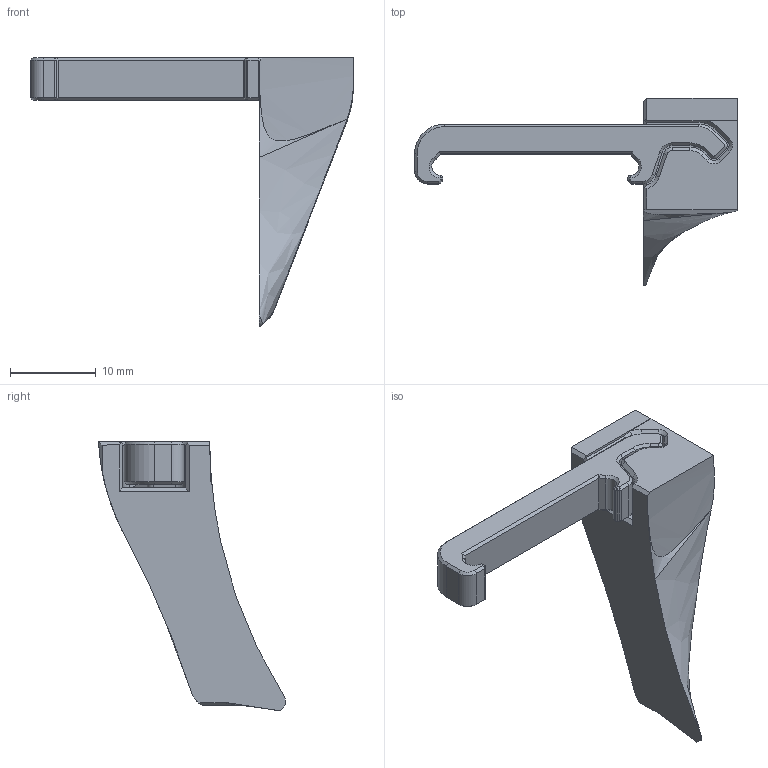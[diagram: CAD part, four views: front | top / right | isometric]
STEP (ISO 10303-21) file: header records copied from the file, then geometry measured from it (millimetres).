
FILE_DESCRIPTION(/* description */ (''),/* implementation_level */ '2;1');
FILE_NAME(/* name */ 'Spool Ramp.step',/* time_stamp */ '2021-08-22T22:45:35-05:00',/* author */ (''),/* organization */ (''),/* preprocessor_version */ 'ST-DEVELOPER v18.1',/* originating_system */ 'Autodesk Translation Framework v10.9.0.1377',/* authorisation */ '');
FILE_SCHEMA (('AUTOMOTIVE_DESIGN { 1 0 10303 214 3 1 1 }'));
Length unit declared in the file: millimetre
Products named in the file (3): Carrot_Patch_V1; Locker v9; SpoolRamp
Assembly tree (2 placements, depth 2):
  Carrot_Patch_V1
    Locker v9
    SpoolRamp
Bounding box: 37.7 x 21.82 x 31.48 mm (x, y, z)
Volume: 2752.9 mm3; surface area: 2106.6 mm2
Topology: 2 solids, 3 shells, 171 faces, 399 edges, 225 vertices
Faces by surface type: plane 90, cone 38, cylinder 34, bspline 9
Full cylindrical faces by diameter (mm): 2 x4, 4 x1
Entity records: 4997 total; most frequent: CARTESIAN_POINT 1107, DIRECTION 806, ORIENTED_EDGE 774, EDGE_CURVE 387, AXIS2_PLACEMENT_3D 275, LINE 256, VECTOR 256, VERTEX_POINT 225
